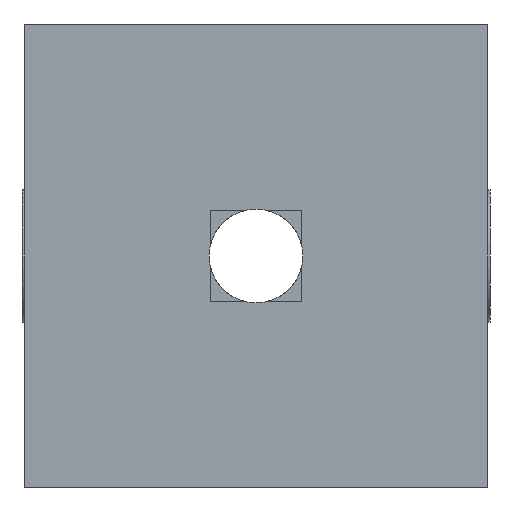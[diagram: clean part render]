
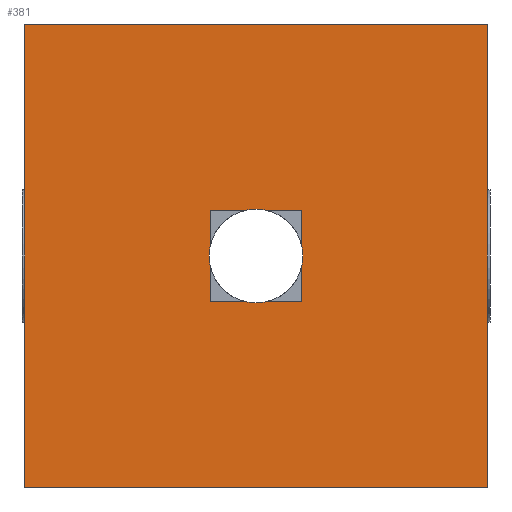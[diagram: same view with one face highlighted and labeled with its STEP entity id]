
A CAD part, front view. The second image highlights one B-rep face of the part: STEP entity #381.
In plain terms, the highlighted planar face has unit normal (0, -1, 0).
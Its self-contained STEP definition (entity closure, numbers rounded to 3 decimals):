
#381=ADVANCED_FACE('',(#1205,#1207),#1209,.T.);
#1205=FACE_BOUND('',#1206,.T.);
#1206=EDGE_LOOP('',(#1878,#1879,#1880,#1881));
#1207=FACE_BOUND('',#1208,.T.);
#1208=EDGE_LOOP('',(#1882,#1883,#1884,#1885,#1886,#1887,#1888,#1889,#1890,#1891,
#1892,#1893,#1894));
#1209=PLANE('',#1210);
#1210=AXIS2_PLACEMENT_3D('',#1211,#1212,#1213);
#1211=CARTESIAN_POINT('',(-19.75,0.,-19.75));
#1212=DIRECTION('',(0.,-1.,0.));
#1213=DIRECTION('',(1.,0.,0.));
#1878=ORIENTED_EDGE('',*,*,#2308,.T.);
#1879=ORIENTED_EDGE('',*,*,#2309,.T.);
#1880=ORIENTED_EDGE('',*,*,#2310,.F.);
#1881=ORIENTED_EDGE('',*,*,#2311,.F.);
#1882=ORIENTED_EDGE('',*,*,#2312,.T.);
#1883=ORIENTED_EDGE('',*,*,#2307,.F.);
#1884=ORIENTED_EDGE('',*,*,#2300,.F.);
#1885=ORIENTED_EDGE('',*,*,#2313,.T.);
#1886=ORIENTED_EDGE('',*,*,#2303,.F.);
#1887=ORIENTED_EDGE('',*,*,#2295,.F.);
#1888=ORIENTED_EDGE('',*,*,#2314,.T.);
#1889=ORIENTED_EDGE('',*,*,#2298,.F.);
#1890=ORIENTED_EDGE('',*,*,#2289,.F.);
#1891=ORIENTED_EDGE('',*,*,#2315,.T.);
#1892=ORIENTED_EDGE('',*,*,#2293,.F.);
#1893=ORIENTED_EDGE('',*,*,#2305,.F.);
#1894=ORIENTED_EDGE('',*,*,#2316,.T.);
#2289=EDGE_CURVE('',#2526,#2528,#2529,.T.);
#2293=EDGE_CURVE('',#2533,#2531,#2535,.T.);
#2295=EDGE_CURVE('',#2536,#2538,#2539,.T.);
#2298=EDGE_CURVE('',#2528,#2541,#2543,.T.);
#2300=EDGE_CURVE('',#2544,#2546,#2547,.T.);
#2303=EDGE_CURVE('',#2538,#2549,#2551,.T.);
#2305=EDGE_CURVE('',#2552,#2533,#2554,.T.);
#2307=EDGE_CURVE('',#2546,#2555,#2557,.T.);
#2308=EDGE_CURVE('',#2558,#2559,#2560,.T.);
#2309=EDGE_CURVE('',#2559,#2561,#2562,.T.);
#2310=EDGE_CURVE('',#2563,#2561,#2564,.T.);
#2311=EDGE_CURVE('',#2558,#2563,#2565,.T.);
#2312=EDGE_CURVE('',#2566,#2555,#2567,.T.);
#2313=EDGE_CURVE('',#2544,#2549,#2568,.T.);
#2314=EDGE_CURVE('',#2536,#2541,#2569,.T.);
#2315=EDGE_CURVE('',#2526,#2531,#2570,.T.);
#2316=EDGE_CURVE('',#2552,#2566,#2571,.T.);
#2526=VERTEX_POINT('',#2937);
#2528=VERTEX_POINT('',#2941);
#2529=LINE('',#2942,#2943);
#2531=VERTEX_POINT('',#2948);
#2533=VERTEX_POINT('',#2952);
#2535=LINE('',#2956,#2957);
#2536=VERTEX_POINT('',#2959);
#2538=VERTEX_POINT('',#2963);
#2539=LINE('',#2964,#2965);
#2541=VERTEX_POINT('',#2970);
#2543=LINE('',#2974,#2975);
#2544=VERTEX_POINT('',#2977);
#2546=VERTEX_POINT('',#2981);
#2547=LINE('',#2982,#2983);
#2549=VERTEX_POINT('',#2988);
#2551=LINE('',#2992,#2993);
#2552=VERTEX_POINT('',#2995);
#2554=LINE('',#2999,#3000);
#2555=VERTEX_POINT('',#3002);
#2557=LINE('',#3006,#3007);
#2558=VERTEX_POINT('',#3009);
#2559=VERTEX_POINT('',#3010);
#2560=LINE('',#3011,#3012);
#2561=VERTEX_POINT('',#3014);
#2562=LINE('',#3015,#3016);
#2563=VERTEX_POINT('',#3018);
#2564=LINE('',#3019,#3020);
#2565=LINE('',#3022,#3023);
#2566=VERTEX_POINT('',#3025);
#2567=CIRCLE('',#3026,4.);
#2568=CIRCLE('',#3030,4.);
#2569=CIRCLE('',#3034,4.);
#2570=CIRCLE('',#3038,4.);
#2571=CIRCLE('',#3042,4.);
#2937=CARTESIAN_POINT('',(-0.889,0.,3.9));
#2941=CARTESIAN_POINT('',(-3.9,0.,3.9));
#2942=CARTESIAN_POINT('',(-0.889,0.,3.9));
#2943=VECTOR('',#2944,1.);
#2944=DIRECTION('',(-1.,0.,0.));
#2948=CARTESIAN_POINT('',(0.889,0.,3.9));
#2952=CARTESIAN_POINT('',(3.9,0.,3.9));
#2956=CARTESIAN_POINT('',(3.9,0.,3.9));
#2957=VECTOR('',#2958,1.);
#2958=DIRECTION('',(-1.,0.,0.));
#2959=CARTESIAN_POINT('',(-3.9,0.,-0.889));
#2963=CARTESIAN_POINT('',(-3.9,0.,-3.9));
#2964=CARTESIAN_POINT('',(-3.9,0.,-0.889));
#2965=VECTOR('',#2966,1.);
#2966=DIRECTION('',(0.,0.,-1.));
#2970=CARTESIAN_POINT('',(-3.9,0.,0.889));
#2974=CARTESIAN_POINT('',(-3.9,0.,3.9));
#2975=VECTOR('',#2976,1.);
#2976=DIRECTION('',(0.,0.,-1.));
#2977=CARTESIAN_POINT('',(0.889,0.,-3.9));
#2981=CARTESIAN_POINT('',(3.9,0.,-3.9));
#2982=CARTESIAN_POINT('',(0.889,0.,-3.9));
#2983=VECTOR('',#2984,1.);
#2984=DIRECTION('',(1.,0.,0.));
#2988=CARTESIAN_POINT('',(-0.889,0.,-3.9));
#2992=CARTESIAN_POINT('',(-3.9,0.,-3.9));
#2993=VECTOR('',#2994,1.);
#2994=DIRECTION('',(1.,0.,0.));
#2995=CARTESIAN_POINT('',(3.9,0.,0.889));
#2999=CARTESIAN_POINT('',(3.9,0.,0.889));
#3000=VECTOR('',#3001,1.);
#3001=DIRECTION('',(0.,0.,1.));
#3002=CARTESIAN_POINT('',(3.9,0.,-0.889));
#3006=CARTESIAN_POINT('',(3.9,0.,-3.9));
#3007=VECTOR('',#3008,1.);
#3008=DIRECTION('',(0.,0.,1.));
#3009=CARTESIAN_POINT('',(-19.75,0.,-19.75));
#3010=CARTESIAN_POINT('',(19.75,0.,-19.75));
#3011=CARTESIAN_POINT('',(-19.75,0.,-19.75));
#3012=VECTOR('',#3013,1.);
#3013=DIRECTION('',(1.,0.,0.));
#3014=CARTESIAN_POINT('',(19.75,0.,19.75));
#3015=CARTESIAN_POINT('',(19.75,0.,-19.75));
#3016=VECTOR('',#3017,1.);
#3017=DIRECTION('',(0.,0.,1.));
#3018=CARTESIAN_POINT('',(-19.75,0.,19.75));
#3019=CARTESIAN_POINT('',(-19.75,0.,19.75));
#3020=VECTOR('',#3021,1.);
#3021=DIRECTION('',(1.,0.,0.));
#3022=CARTESIAN_POINT('',(-19.75,0.,-19.75));
#3023=VECTOR('',#3024,1.);
#3024=DIRECTION('',(0.,0.,1.));
#3025=CARTESIAN_POINT('',(4.,0.,0.));
#3026=AXIS2_PLACEMENT_3D('',#3027,#3028,#3029);
#3027=CARTESIAN_POINT('',(0.,0.,0.));
#3028=DIRECTION('',(-0.,1.,0.));
#3029=DIRECTION('',(1.,0.,0.));
#3030=AXIS2_PLACEMENT_3D('',#3031,#3032,#3033);
#3031=CARTESIAN_POINT('',(0.,0.,0.));
#3032=DIRECTION('',(-0.,1.,0.));
#3033=DIRECTION('',(0.222,0.,-0.975));
#3034=AXIS2_PLACEMENT_3D('',#3035,#3036,#3037);
#3035=CARTESIAN_POINT('',(0.,0.,0.));
#3036=DIRECTION('',(-0.,1.,0.));
#3037=DIRECTION('',(-0.975,0.,-0.222));
#3038=AXIS2_PLACEMENT_3D('',#3039,#3040,#3041);
#3039=CARTESIAN_POINT('',(0.,0.,0.));
#3040=DIRECTION('',(-0.,1.,0.));
#3041=DIRECTION('',(-0.222,0.,0.975));
#3042=AXIS2_PLACEMENT_3D('',#3043,#3044,#3045);
#3043=CARTESIAN_POINT('',(0.,0.,0.));
#3044=DIRECTION('',(-0.,1.,0.));
#3045=DIRECTION('',(0.975,0.,0.222));
